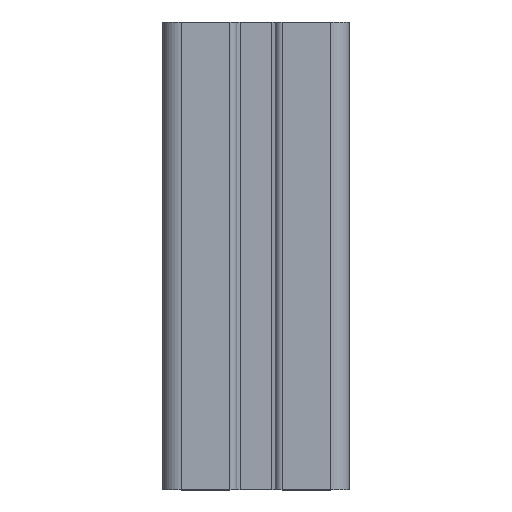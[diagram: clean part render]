
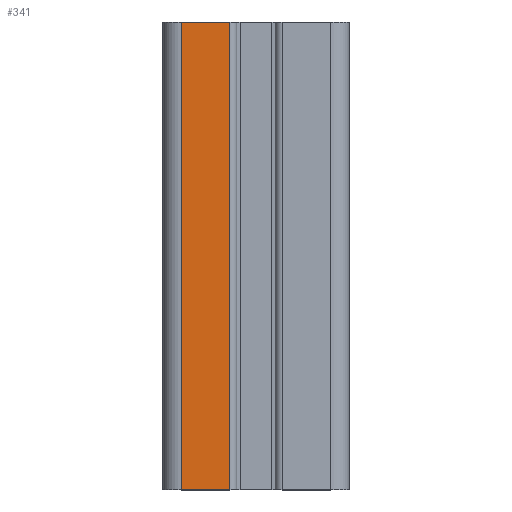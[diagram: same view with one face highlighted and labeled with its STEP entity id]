
A CAD part, top view. The second image highlights one B-rep face of the part: STEP entity #341.
In plain terms, the highlighted planar face has unit normal (0, 0, 1).
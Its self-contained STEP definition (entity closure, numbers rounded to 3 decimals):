
#341 = ADVANCED_FACE( '', ( #748 ), #749, .F. );
#748 = FACE_OUTER_BOUND( '', #1207, .T. );
#749 = PLANE( '', #1208 );
#1207 = EDGE_LOOP( '', ( #2354, #2355, #2356, #2357 ) );
#1208 = AXIS2_PLACEMENT_3D( '', #2358, #2359, #2360 );
#2354 = ORIENTED_EDGE( '', *, *, #3110, .T. );
#2355 = ORIENTED_EDGE( '', *, *, #3187, .F. );
#2356 = ORIENTED_EDGE( '', *, *, #3197, .F. );
#2357 = ORIENTED_EDGE( '', *, *, #3178, .T. );
#2358 = CARTESIAN_POINT( '', ( -16., 100., 20. ) );
#2359 = DIRECTION( '', ( 0., 0., -1. ) );
#2360 = DIRECTION( '', ( -1., 0., 0. ) );
#3110 = EDGE_CURVE( '', #3737, #3882, #3884, .T. );
#3178 = EDGE_CURVE( '', #3988, #3737, #3989, .T. );
#3187 = EDGE_CURVE( '', #4000, #3882, #4002, .T. );
#3197 = EDGE_CURVE( '', #3988, #4000, #4016, .T. );
#3737 = VERTEX_POINT( '', #4707 );
#3882 = VERTEX_POINT( '', #4891 );
#3884 = LINE( '', #4893, #4894 );
#3988 = VERTEX_POINT( '', #5037 );
#3989 = LINE( '', #5038, #5039 );
#4000 = VERTEX_POINT( '', #5054 );
#4002 = LINE( '', #5056, #5057 );
#4016 = LINE( '', #5074, #5075 );
#4707 = CARTESIAN_POINT( '', ( -16., 0., 20. ) );
#4891 = CARTESIAN_POINT( '', ( -5.6, 0., 20. ) );
#4893 = CARTESIAN_POINT( '', ( -16., 0., 20. ) );
#4894 = VECTOR( '', #5851, 1000. );
#5037 = CARTESIAN_POINT( '', ( -16., 100., 20. ) );
#5038 = CARTESIAN_POINT( '', ( -16., 100., 20. ) );
#5039 = VECTOR( '', #5930, 1000. );
#5054 = CARTESIAN_POINT( '', ( -5.6, 100., 20. ) );
#5056 = CARTESIAN_POINT( '', ( -5.6, 100., 20. ) );
#5057 = VECTOR( '', #5941, 1000. );
#5074 = CARTESIAN_POINT( '', ( -16., 100., 20. ) );
#5075 = VECTOR( '', #5960, 1000. );
#5851 = DIRECTION( '', ( 1., 0., 0. ) );
#5930 = DIRECTION( '', ( 0., -1., 0. ) );
#5941 = DIRECTION( '', ( 0., -1., 0. ) );
#5960 = DIRECTION( '', ( 1., 0., 0. ) );
